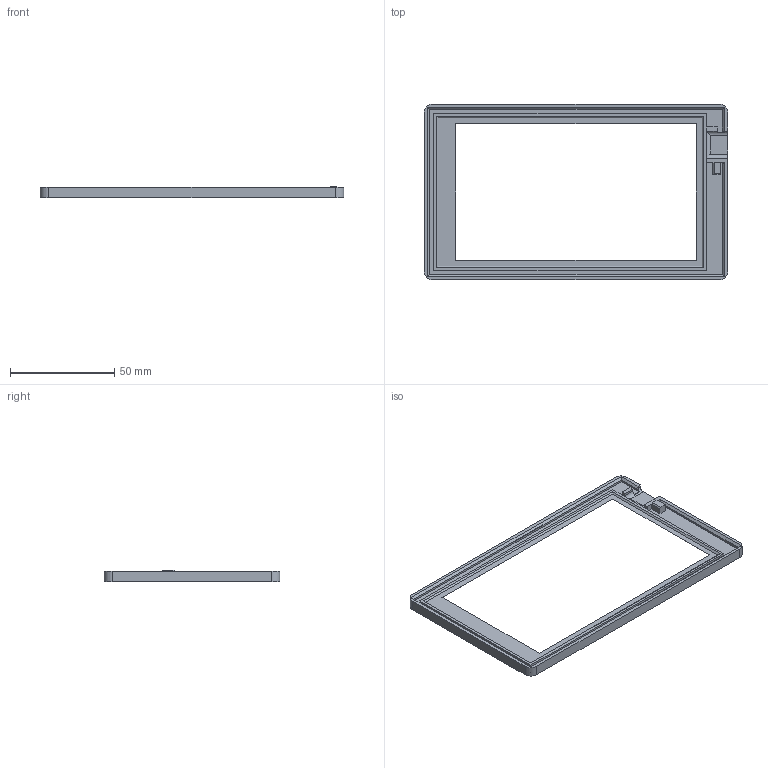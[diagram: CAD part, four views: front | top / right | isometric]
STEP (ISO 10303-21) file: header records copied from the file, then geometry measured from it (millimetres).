
FILE_DESCRIPTION(/* description */ (''),/* implementation_level */ '2;1');
FILE_NAME(/* name */ 'Inkplate 5 v1.1.0. Top v1.0.0..step',/* time_stamp */ '2023-05-17T11:55:31+02:00',/* author */ (''),/* organization */ (''),/* preprocessor_version */ 'ST-DEVELOPER v19.2',/* originating_system */ 'Autodesk Translation Framework v12.4.0.73',/* authorisation */ '');
FILE_SCHEMA (('AUTOMOTIVE_DESIGN { 1 0 10303 214 3 1 1 }'));
Length unit declared in the file: millimetre
Products named in the file (1): Inkplate 5 v1.1.0. Top v1.0.0.
Bounding box: 145.24 x 84.23 x 5.5 mm (x, y, z)
Volume: 12212 mm3; surface area: 14283.1 mm2
Topology: 1 solids, 1 shells, 63 faces, 165 edges, 105 vertices
Faces by surface type: plane 56, cylinder 7
Entity records: 1932 total; most frequent: CARTESIAN_POINT 334, ORIENTED_EDGE 330, DIRECTION 309, EDGE_CURVE 165, LINE 149, VECTOR 149, VERTEX_POINT 105, AXIS2_PLACEMENT_3D 80
